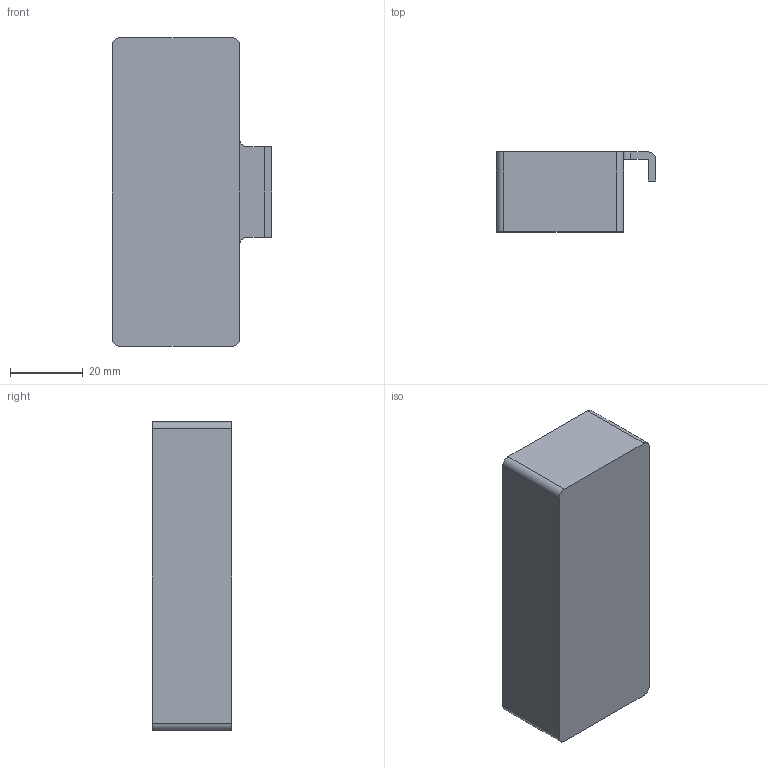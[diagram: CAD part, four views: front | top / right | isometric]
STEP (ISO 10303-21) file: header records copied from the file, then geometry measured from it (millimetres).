
FILE_DESCRIPTION(/* description */ (''),/* implementation_level */ '2;1');
FILE_NAME(/* name */ 'AccesoryHolder.stp',/* time_stamp */ '2024-03-01T21:55:00+01:00',/* author */ ('tadea'),/* organization */ (''),/* preprocessor_version */ 'ST-DEVELOPER v18.1',/* originating_system */ 'Autodesk Inventor 2022',/* authorisation */ '');
FILE_SCHEMA (('AUTOMOTIVE_DESIGN { 1 0 10303 214 3 1 1 }'));
Length unit declared in the file: millimetre
Products named in the file (1): AccesoryHolder
Bounding box: 43.8 x 22 x 85 mm (x, y, z)
Volume: 18165.1 mm3; surface area: 16254.9 mm2
Topology: 1 solids, 1 shells, 28 faces, 75 edges, 50 vertices
Faces by surface type: plane 17, cylinder 11
Entity records: 922 total; most frequent: DIRECTION 155, CARTESIAN_POINT 154, ORIENTED_EDGE 150, EDGE_CURVE 75, LINE 53, VECTOR 53, AXIS2_PLACEMENT_3D 51, VERTEX_POINT 50
